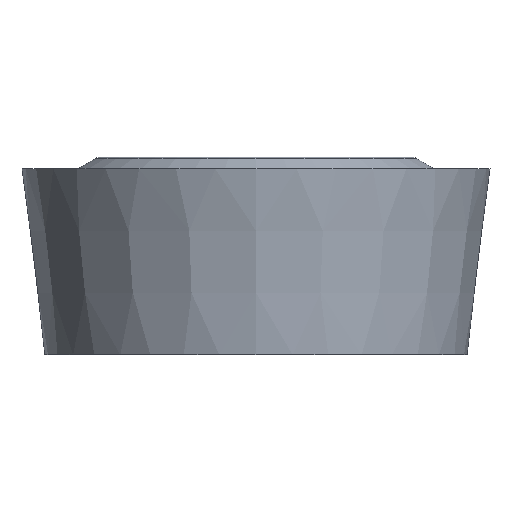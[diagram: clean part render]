
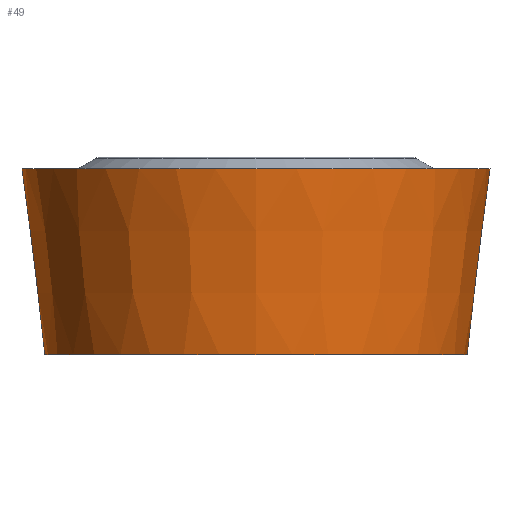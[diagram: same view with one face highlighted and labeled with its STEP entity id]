
A CAD part, left-side view. The second image highlights one B-rep face of the part: STEP entity #49.
In plain terms, the highlighted conical face has half-angle 7 degrees and reference radius 4 mm.
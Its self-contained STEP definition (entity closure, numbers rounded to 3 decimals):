
#49=ADVANCED_FACE('',(#64,#65),#56,.T.);
#56=CONICAL_SURFACE('',#141,4.,7.);
#64=FACE_BOUND('',#80,.T.);
#65=FACE_BOUND('',#81,.T.);
#80=EDGE_LOOP('',(#96));
#81=EDGE_LOOP('',(#97));
#96=ORIENTED_EDGE('',*,*,#119,.T.);
#97=ORIENTED_EDGE('',*,*,#120,.F.);
#111=VERTEX_POINT('',#196);
#112=VERTEX_POINT('',#198);
#119=EDGE_CURVE('',#111,#111,#127,.T.);
#120=EDGE_CURVE('',#112,#112,#128,.T.);
#127=CIRCLE('',#139,4.);
#128=CIRCLE('',#140,3.61);
#139=AXIS2_PLACEMENT_3D('',#195,#165,#166);
#140=AXIS2_PLACEMENT_3D('',#197,#167,#168);
#141=AXIS2_PLACEMENT_3D('',#199,#169,#170);
#165=DIRECTION('',(0.,0.,-1.));
#166=DIRECTION('',(-1.,0.,0.));
#167=DIRECTION('',(0.,0.,-1.));
#168=DIRECTION('',(-1.,0.,0.));
#169=DIRECTION('',(0.,0.,1.));
#170=DIRECTION('',(1.,0.,0.));
#195=CARTESIAN_POINT('',(0.,0.,0.));
#196=CARTESIAN_POINT('',(-4.,0.,0.));
#197=CARTESIAN_POINT('',(0.,0.,-3.18));
#198=CARTESIAN_POINT('',(-3.61,0.,-3.18));
#199=CARTESIAN_POINT('',(0.,0.,0.));
